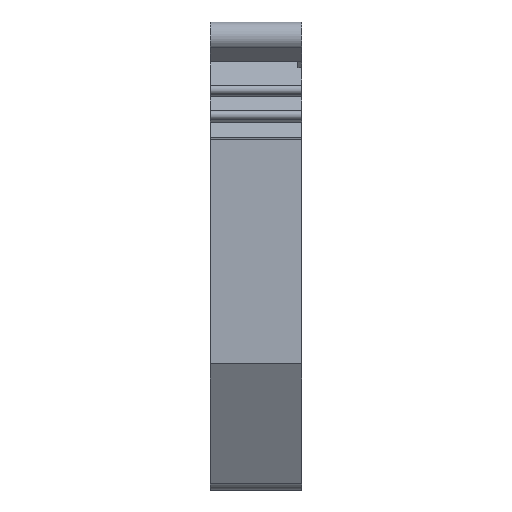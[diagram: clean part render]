
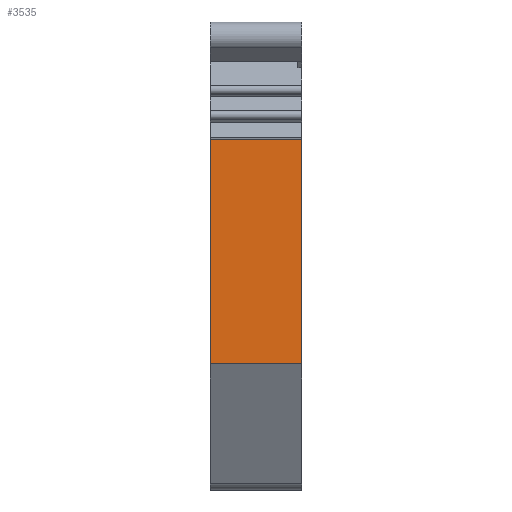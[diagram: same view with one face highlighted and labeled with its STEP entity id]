
A CAD part, left-side view. The second image highlights one B-rep face of the part: STEP entity #3535.
In plain terms, the highlighted planar face has unit normal (-1, 0, 0).
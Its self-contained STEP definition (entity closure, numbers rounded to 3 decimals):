
#371=ORIENTED_EDGE('',*,*,#1287,.T.);
#372=ORIENTED_EDGE('',*,*,#1359,.T.);
#373=ORIENTED_EDGE('',*,*,#1360,.F.);
#374=ORIENTED_EDGE('',*,*,#1315,.F.);
#1287=EDGE_CURVE('',#1725,#1793,#2118,.T.);
#1315=EDGE_CURVE('',#1725,#1814,#2139,.T.);
#1359=EDGE_CURVE('',#1793,#1844,#2179,.T.);
#1360=EDGE_CURVE('',#1814,#1844,#2180,.T.);
#1725=VERTEX_POINT('',#5086);
#1793=VERTEX_POINT('',#5224);
#1814=VERTEX_POINT('',#5282);
#1844=VERTEX_POINT('',#5370);
#2118=LINE('',#5225,#2537);
#2139=LINE('',#5281,#2558);
#2179=LINE('',#5369,#2598);
#2180=LINE('',#5371,#2599);
#2537=VECTOR('',#4158,1000.);
#2558=VECTOR('',#4209,1000.);
#2598=VECTOR('',#4285,1000.);
#2599=VECTOR('',#4286,1000.);
#2916=EDGE_LOOP('',(#371,#372,#373,#374));
#3152=FACE_BOUND('',#2916,.T.);
#3378=PLANE('',#3787);
#3535=ADVANCED_FACE('',(#3152),#3378,.T.);
#3787=AXIS2_PLACEMENT_3D('',#5368,#4283,#4284);
#4158=DIRECTION('',(0.,0.,1.));
#4209=DIRECTION('',(0.,1.,0.));
#4283=DIRECTION('',(-1.,0.,0.));
#4284=DIRECTION('',(0.,0.,1.));
#4285=DIRECTION('',(0.,1.,0.));
#4286=DIRECTION('',(0.,0.,1.));
#5086=CARTESIAN_POINT('',(-14.,-6.1,-0.331));
#5224=CARTESIAN_POINT('',(-14.,-6.1,14.629));
#5225=CARTESIAN_POINT('',(-14.,-6.1,-8.75));
#5281=CARTESIAN_POINT('',(-14.,-6.1,-0.331));
#5282=CARTESIAN_POINT('',(-14.,0.,-0.331));
#5368=CARTESIAN_POINT('',(-14.,-6.1,-8.75));
#5369=CARTESIAN_POINT('',(-14.,-6.1,14.629));
#5370=CARTESIAN_POINT('',(-14.,0.,14.629));
#5371=CARTESIAN_POINT('',(-14.,0.,-8.75));
